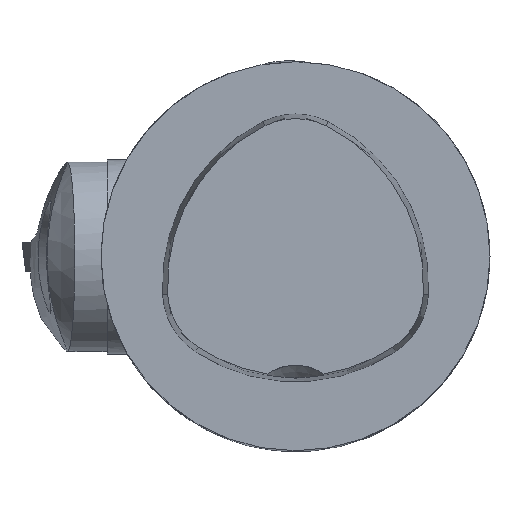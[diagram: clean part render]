
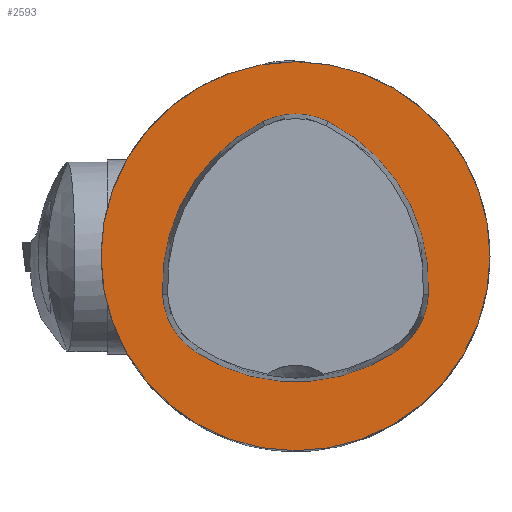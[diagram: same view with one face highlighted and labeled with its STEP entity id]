
A CAD part, top view. The second image highlights one B-rep face of the part: STEP entity #2593.
In plain terms, the highlighted planar face has unit normal (0, 0, 1).
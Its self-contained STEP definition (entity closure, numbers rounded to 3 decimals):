
#754=PLANE('',#7719);
#2593=ADVANCED_FACE('',(#3190,#3191),#754,.T.);
#2962=CIRCLE('',#7649,16.);
#2973=CIRCLE('',#7679,6.);
#2975=CIRCLE('',#7682,15.);
#2977=CIRCLE('',#7685,6.);
#2979=CIRCLE('',#7688,15.);
#2980=CIRCLE('',#7690,6.);
#2982=CIRCLE('',#7693,15.);
#3190=FACE_BOUND('',#3363,.T.);
#3191=FACE_BOUND('',#3364,.T.);
#3363=EDGE_LOOP('',(#4130));
#3364=EDGE_LOOP('',(#4131,#4132,#4133,#4134,#4135,#4136));
#4130=ORIENTED_EDGE('',*,*,#6611,.F.);
#4131=ORIENTED_EDGE('',*,*,#6663,.T.);
#4132=ORIENTED_EDGE('',*,*,#6678,.T.);
#4133=ORIENTED_EDGE('',*,*,#6675,.T.);
#4134=ORIENTED_EDGE('',*,*,#6673,.T.);
#4135=ORIENTED_EDGE('',*,*,#6670,.T.);
#4136=ORIENTED_EDGE('',*,*,#6667,.T.);
#5872=VERTEX_POINT('',#10760);
#5922=VERTEX_POINT('',#11130);
#5923=VERTEX_POINT('',#11131);
#5926=VERTEX_POINT('',#11139);
#5928=VERTEX_POINT('',#11145);
#5929=VERTEX_POINT('',#11150);
#5930=VERTEX_POINT('',#11154);
#6611=EDGE_CURVE('',#5872,#5872,#2962,.T.);
#6663=EDGE_CURVE('',#5922,#5923,#2973,.T.);
#6667=EDGE_CURVE('',#5926,#5922,#2975,.T.);
#6670=EDGE_CURVE('',#5928,#5926,#2977,.T.);
#6673=EDGE_CURVE('',#5929,#5928,#2979,.T.);
#6675=EDGE_CURVE('',#5930,#5929,#2980,.T.);
#6678=EDGE_CURVE('',#5923,#5930,#2982,.T.);
#7649=AXIS2_PLACEMENT_3D('',#10759,#8456,#8457);
#7679=AXIS2_PLACEMENT_3D('',#11129,#8532,#8533);
#7682=AXIS2_PLACEMENT_3D('',#11138,#8540,#8541);
#7685=AXIS2_PLACEMENT_3D('',#11144,#8547,#8548);
#7688=AXIS2_PLACEMENT_3D('',#11149,#8554,#8555);
#7690=AXIS2_PLACEMENT_3D('',#11153,#8559,#8560);
#7693=AXIS2_PLACEMENT_3D('',#11159,#8566,#8567);
#7719=AXIS2_PLACEMENT_3D('',#11201,#8630,#8631);
#8456=DIRECTION('',(0.,0.,-1.));
#8457=DIRECTION('',(-1.,0.,0.));
#8532=DIRECTION('',(0.,0.,-1.));
#8533=DIRECTION('',(0.,1.,0.));
#8540=DIRECTION('',(0.,0.,-1.));
#8541=DIRECTION('',(-0.866,0.5,0.));
#8547=DIRECTION('',(0.,0.,-1.));
#8548=DIRECTION('',(-0.866,-0.5,0.));
#8554=DIRECTION('',(0.,0.,-1.));
#8555=DIRECTION('',(0.,-1.,0.));
#8559=DIRECTION('',(0.,0.,-1.));
#8560=DIRECTION('',(0.866,-0.5,0.));
#8566=DIRECTION('',(0.,0.,-1.));
#8567=DIRECTION('',(0.866,0.5,0.));
#8630=DIRECTION('',(0.,0.,1.));
#8631=DIRECTION('',(0.,1.,0.));
#10759=CARTESIAN_POINT('',(0.,0.,0.));
#10760=CARTESIAN_POINT('',(-16.,0.,0.));
#11129=CARTESIAN_POINT('',(0.,5.7,0.));
#11130=CARTESIAN_POINT('',(-2.699,11.058,0.));
#11131=CARTESIAN_POINT('',(2.699,11.058,0.));
#11138=CARTESIAN_POINT('',(4.049,-2.338,0.));
#11139=CARTESIAN_POINT('',(-10.927,-3.192,0.));
#11144=CARTESIAN_POINT('',(-4.936,-2.85,0.));
#11145=CARTESIAN_POINT('',(-8.227,-7.867,0.));
#11149=CARTESIAN_POINT('',(0.,4.675,0.));
#11150=CARTESIAN_POINT('',(8.227,-7.867,0.));
#11153=CARTESIAN_POINT('',(4.936,-2.85,0.));
#11154=CARTESIAN_POINT('',(10.927,-3.192,0.));
#11159=CARTESIAN_POINT('',(-4.049,-2.338,0.));
#11201=CARTESIAN_POINT('',(-8.,0.,0.));
